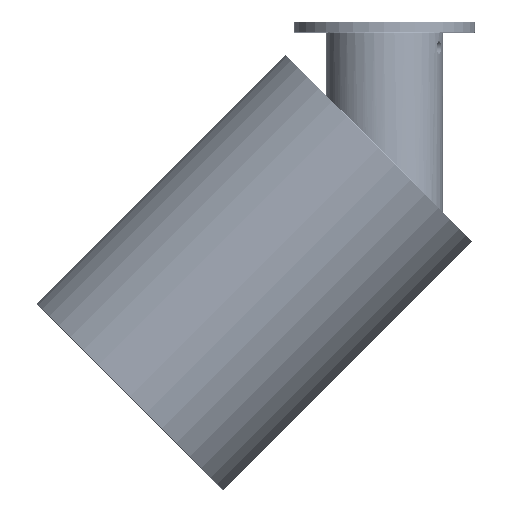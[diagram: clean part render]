
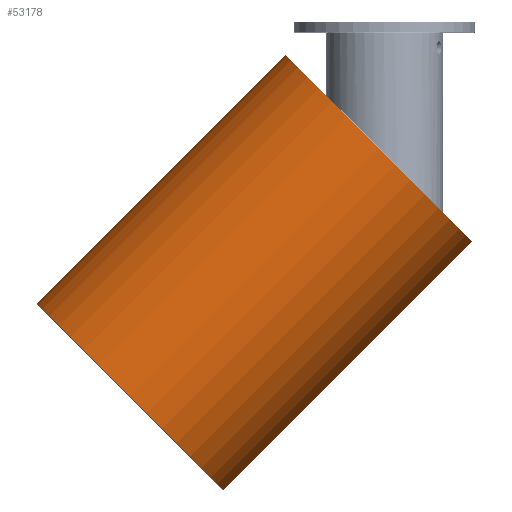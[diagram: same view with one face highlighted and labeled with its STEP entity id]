
A CAD part, top view. The second image highlights one B-rep face of the part: STEP entity #53178.
In plain terms, the highlighted cylindrical face has radius 50.8 mm (diameter 101.6 mm), a full revolution.
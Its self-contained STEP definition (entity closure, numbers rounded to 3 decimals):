
#1864=CYLINDRICAL_SURFACE('',#58250,50.8);
#23195=ORIENTED_EDGE('',*,*,#30715,.F.);
#23196=ORIENTED_EDGE('',*,*,#30716,.F.);
#30715=EDGE_CURVE('',#36103,#36103,#38827,.T.);
#30716=EDGE_CURVE('',#36104,#36104,#38828,.T.);
#36103=VERTEX_POINT('',#213275);
#36104=VERTEX_POINT('',#213278);
#38827=CIRCLE('',#58249,50.8);
#38828=CIRCLE('',#58251,50.8);
#43971=EDGE_LOOP('',(#23195));
#43972=EDGE_LOOP('',(#23196));
#49153=FACE_BOUND('',#43971,.T.);
#49154=FACE_BOUND('',#43972,.T.);
#53178=ADVANCED_FACE('',(#49153,#49154),#1864,.T.);
#58249=AXIS2_PLACEMENT_3D('',#213274,#68976,#68977);
#58250=AXIS2_PLACEMENT_3D('',#213276,#68978,#68979);
#58251=AXIS2_PLACEMENT_3D('',#213277,#68980,#68981);
#68976=DIRECTION('',(-1.,0.,0.));
#68977=DIRECTION('',(0.,-1.,0.));
#68978=DIRECTION('',(-1.,0.,0.));
#68979=DIRECTION('',(0.,-1.,0.));
#68980=DIRECTION('',(1.,0.,0.));
#68981=DIRECTION('',(0.,-1.,0.));
#213274=CARTESIAN_POINT('',(-112.8,0.,0.));
#213275=CARTESIAN_POINT('',(-112.8,-50.8,0.));
#213276=CARTESIAN_POINT('',(23.,0.,0.));
#213277=CARTESIAN_POINT('',(22.8,0.,0.));
#213278=CARTESIAN_POINT('',(22.8,-50.8,0.));
